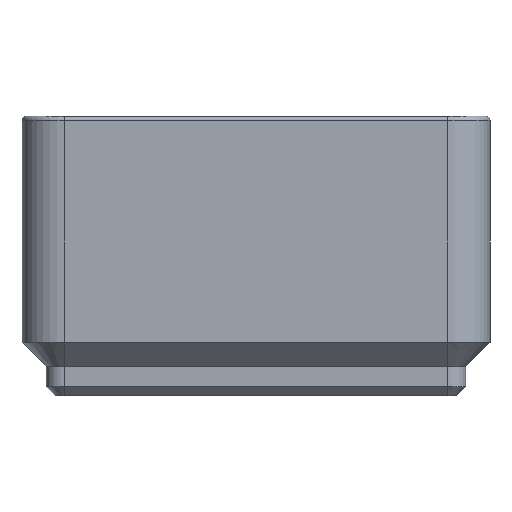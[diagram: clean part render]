
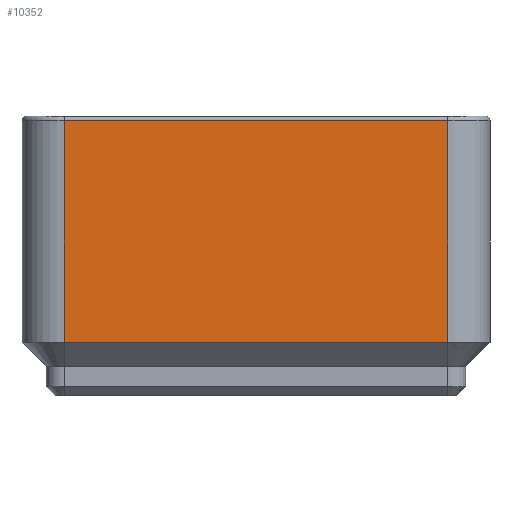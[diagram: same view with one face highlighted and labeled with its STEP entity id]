
A CAD part, front view. The second image highlights one B-rep face of the part: STEP entity #10352.
In plain terms, the highlighted planar face has unit normal (0, -1, 0).
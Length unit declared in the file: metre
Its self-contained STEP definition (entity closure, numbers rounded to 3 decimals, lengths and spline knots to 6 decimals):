
#400=PLANE('',#11360);
#1653=LINE('',#17340,#2679);
#1670=LINE('',#17382,#2696);
#1671=LINE('',#17384,#2697);
#1672=LINE('',#17386,#2698);
#2679=VECTOR('',#14121,1.);
#2696=VECTOR('',#14166,1.);
#2697=VECTOR('',#14167,1.);
#2698=VECTOR('',#14168,1.);
#5403=ORIENTED_EDGE('',*,*,#7181,.T.);
#5404=ORIENTED_EDGE('',*,*,#7182,.T.);
#5405=ORIENTED_EDGE('',*,*,#7183,.T.);
#5406=ORIENTED_EDGE('',*,*,#7160,.T.);
#7160=EDGE_CURVE('',#8255,#8254,#1653,.F.);
#7181=EDGE_CURVE('',#8254,#8266,#1670,.F.);
#7182=EDGE_CURVE('',#8266,#8267,#1671,.F.);
#7183=EDGE_CURVE('',#8267,#8255,#1672,.T.);
#8254=VERTEX_POINT('',#17339);
#8255=VERTEX_POINT('',#17341);
#8266=VERTEX_POINT('',#17383);
#8267=VERTEX_POINT('',#17385);
#9055=EDGE_LOOP('',(#5403,#5404,#5405,#5406));
#9683=FACE_BOUND('',#9055,.T.);
#10352=ADVANCED_FACE('',(#9683),#400,.F.);
#11360=AXIS2_PLACEMENT_3D('',#17381,#14164,#14165);
#14121=DIRECTION('',(-1.,0.,0.));
#14164=DIRECTION('',(0.,1.,0.));
#14165=DIRECTION('',(0.,0.,1.));
#14166=DIRECTION('',(0.,0.,-1.));
#14167=DIRECTION('',(1.,0.,0.));
#14168=DIRECTION('',(0.,0.,-1.));
#17339=CARTESIAN_POINT('',(0.038,0.00025,0.00475));
#17340=CARTESIAN_POINT('',(0.021,0.00025,0.00475));
#17341=CARTESIAN_POINT('',(0.004,0.00025,0.00475));
#17381=CARTESIAN_POINT('',(0.021,0.00025,0.0072));
#17382=CARTESIAN_POINT('',(0.038,0.00025,0.0072));
#17383=CARTESIAN_POINT('',(0.038,0.00025,0.0244));
#17384=CARTESIAN_POINT('',(0.004,0.00025,0.0244));
#17385=CARTESIAN_POINT('',(0.004,0.00025,0.0244));
#17386=CARTESIAN_POINT('',(0.004,0.00025,0.005));
